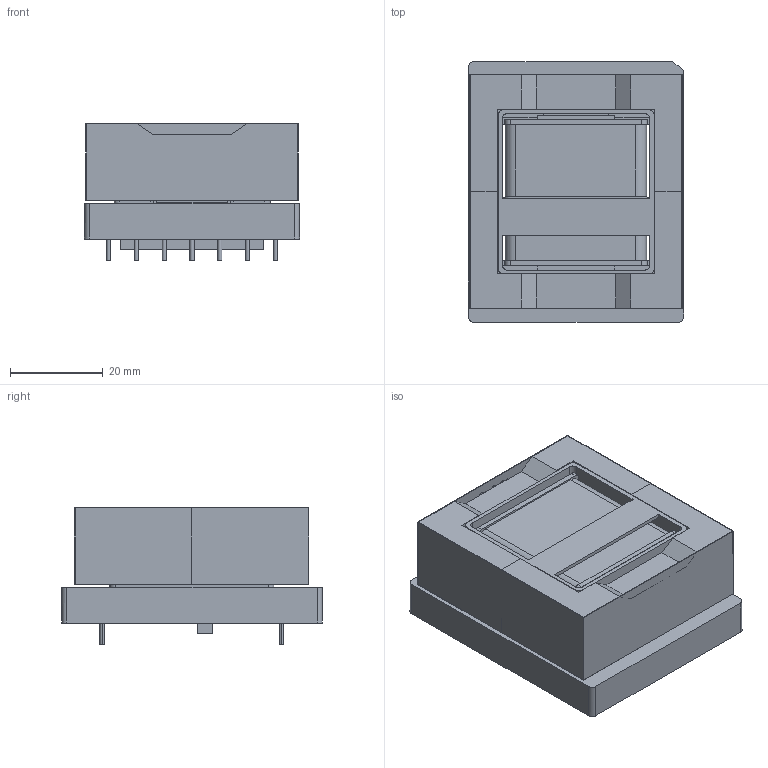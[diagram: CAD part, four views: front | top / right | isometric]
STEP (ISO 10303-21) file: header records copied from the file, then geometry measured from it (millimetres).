
FILE_DESCRIPTION(('FreeCAD Model'),'2;1');
FILE_NAME('Open CASCADE Shape Model','2025-04-29T08:41:31',('FreeCAD'),( 'FreeCAD'),'Open CASCADE STEP processor 7.6','FreeCAD','Unknown');
FILE_SCHEMA(('AUTOMOTIVE_DESIGN { 1 0 10303 214 1 1 1 1 }'));
Length unit declared in the file: millimetre
Products named in the file (1): Open CASCADE STEP translator 7.6 1
Bounding box: 46.37 x 56.19 x 29.4 mm (x, y, z)
Volume: 47461.2 mm3; surface area: 41362.9 mm2
Topology: 18 solids, 18 shells, 703 faces, 1915 edges, 1274 vertices
Faces by surface type: bspline 703
Entity records: 26704 total; most frequent: CARTESIAN_POINT 15081, ORIENTED_EDGE 3830, EDGE_CURVE 1915, B_SPLINE_CURVE_WITH_KNOTS 1731, VERTEX_POINT 1274, FACE_BOUND 753, EDGE_LOOP 753, ADVANCED_FACE 703
